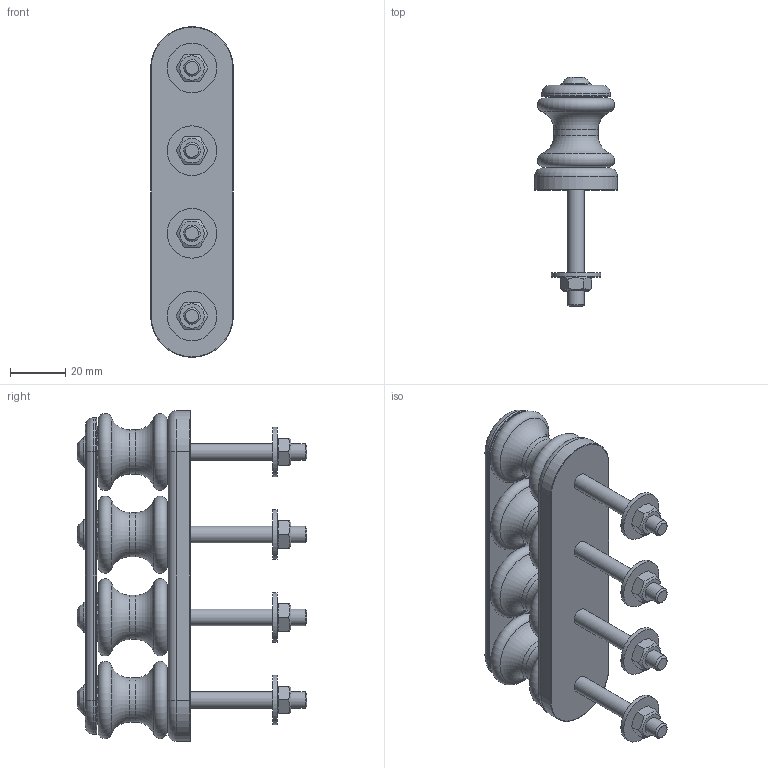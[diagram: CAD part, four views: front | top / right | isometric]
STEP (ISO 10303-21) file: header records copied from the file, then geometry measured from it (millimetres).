
FILE_DESCRIPTION(/* description */ (''),/* implementation_level */ '2;1');
FILE_NAME(/* name */ '514.032.stp',/* time_stamp */ '2019-05-10T15:46:28+02:00',/* author */ ('gianni'),/* organization */ (''),/* preprocessor_version */ 'ST-DEVELOPER v16.5',/* originating_system */ 'Autodesk Inventor 2017',/* authorisation */ '');
FILE_SCHEMA (('AUTOMOTIVE_DESIGN { 1 0 10303 214 3 1 1 }'));
Length unit declared in the file: millimetre
Products named in the file (1): 19051006
Bounding box: 30 x 83.3 x 120 mm (x, y, z)
Volume: 83725.5 mm3; surface area: 32616.9 mm2
Topology: 1 solids, 1 shells, 336 faces, 588 edges, 420 vertices
Faces by surface type: sphere 128, plane 92, cylinder 52, torus 36, cone 24, bspline 4
Full cylindrical faces by diameter (mm): 6 x8, 6.4 x4, 10 x8, 10.5 x4, 11.7 x4, 12 x4, 16 x4, 18 x4
Entity records: 7598 total; most frequent: CARTESIAN_POINT 1501, DIRECTION 1330, ORIENTED_EDGE 936, AXIS2_PLACEMENT_3D 629, EDGE_LOOP 600, EDGE_CURVE 468, VERTEX_POINT 392, FACE_OUTER_BOUND 336
